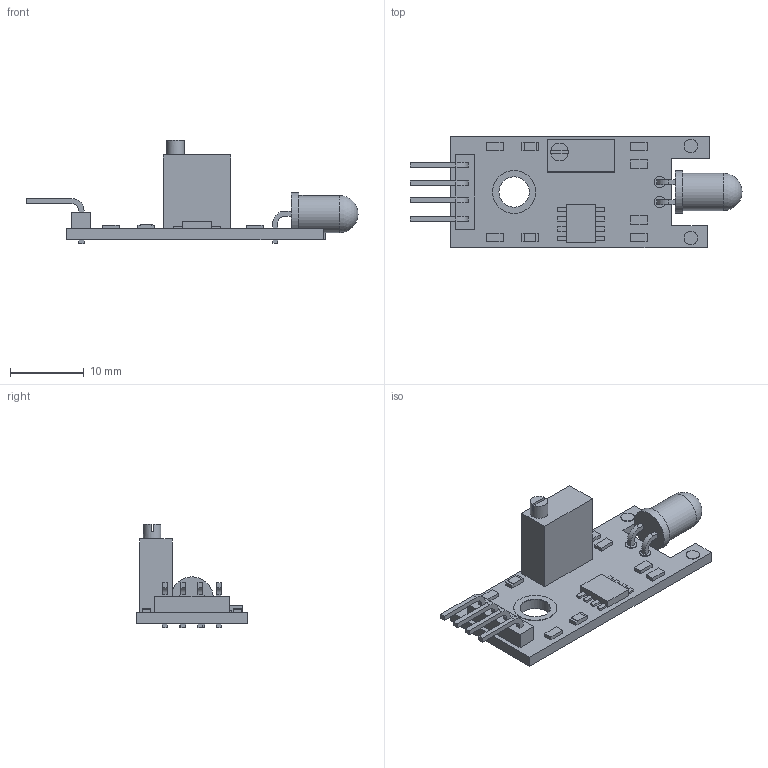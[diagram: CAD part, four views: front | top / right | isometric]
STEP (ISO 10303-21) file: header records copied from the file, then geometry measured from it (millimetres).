
FILE_DESCRIPTION(('FreeCAD Model'),'2;1');
FILE_NAME('Open CASCADE Shape Model','2021-09-18T20:38:54',('Author'),( ''),'Open CASCADE STEP processor 7.4','FreeCAD','Unknown');
FILE_SCHEMA(('AUTOMOTIVE_DESIGN { 1 0 10303 214 1 1 1 1 }'));
Length unit declared in the file: millimetre
Products named in the file (1): Fusion
Bounding box: 44.9 x 15.1 x 14.02 mm (x, y, z)
Volume: 1393 mm3; surface area: 1821.4 mm2
Topology: 1 solids, 1 shells, 212 faces, 536 edges, 357 vertices
Faces by surface type: plane 189, cylinder 22, sphere 1
Full cylindrical faces by diameter (mm): 1.539 x2, 1.814 x2, 2.38 x1, 4.102 x1, 4.206 x1, 5.037 x1, 5.762 x1, 5.825 x1
Entity records: 13219 total; most frequent: CARTESIAN_POINT 2523, DIRECTION 1902, LINE 1365, VECTOR 1365, ORIENTED_EDGE 1070, PCURVE 1070, DEFINITIONAL_REPRESENTATION 1070, EDGE_CURVE 535
